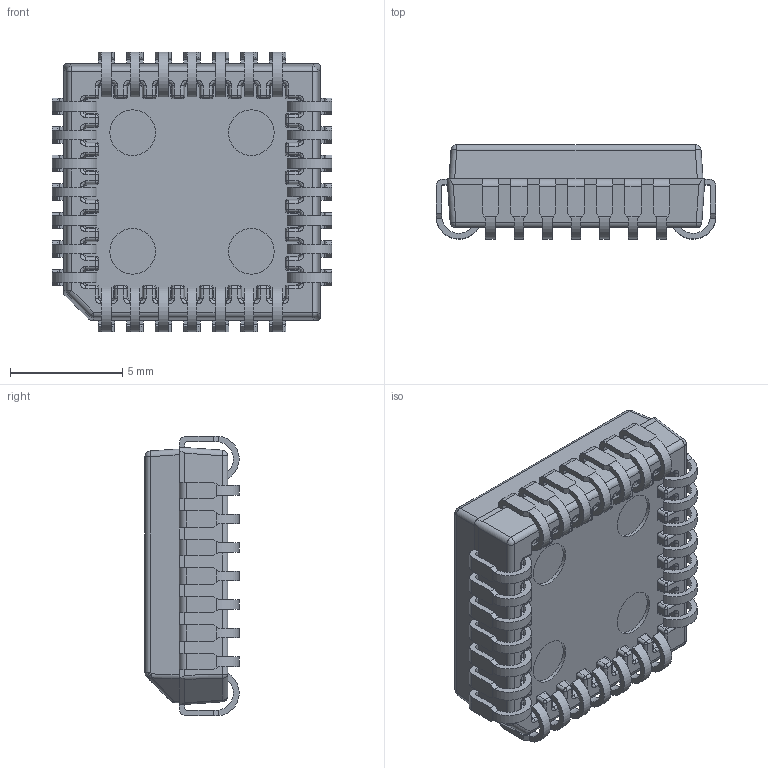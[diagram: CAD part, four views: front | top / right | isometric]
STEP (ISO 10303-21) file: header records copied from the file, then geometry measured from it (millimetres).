
FILE_DESCRIPTION((''),'2;1');
FILE_NAME('PLCC_V28A_ASM','2011-06-21T',('CKXSSC'),(''),'PRO/ENGINEER BY PARAMETRIC TECHNOLOGY CORPORATION, 2009060','PRO/ENGINEER BY PARAMETRIC TECHNOLOGY CORPORATION, 2009060','');
FILE_SCHEMA(('AUTOMOTIVE_DESIGN_CC2 { 1 2 10303 214 -1 1 5 2 }'));
Length unit declared in the file: inch
Products named in the file (3): BODY_V428A; LEAD_V28A; PLCC_V28A_ASM
Assembly tree (29 placements, depth 2):
  PLCC_V28A_ASM
    BODY_V428A
    LEAD_V28A  x28
Bounding box: 12.45 x 4.19 x 12.45 mm (x, y, z)
Volume: 429.8 mm3; surface area: 634.1 mm2
Topology: 29 solids, 29 shells, 949 faces, 2351 edges, 1465 vertices
Faces by surface type: plane 468, cylinder 359, sphere 66, bspline 56
Entity records: 21207 total; most frequent: CARTESIAN_POINT 5997, ORIENTED_EDGE 2430, DIRECTION 2289, PRESENTATION_STYLE_ASSIGNMENT 1217, STYLED_ITEM 1217, CURVE_STYLE 1215, EDGE_CURVE 1215, AXIS2_PLACEMENT_3D 825
